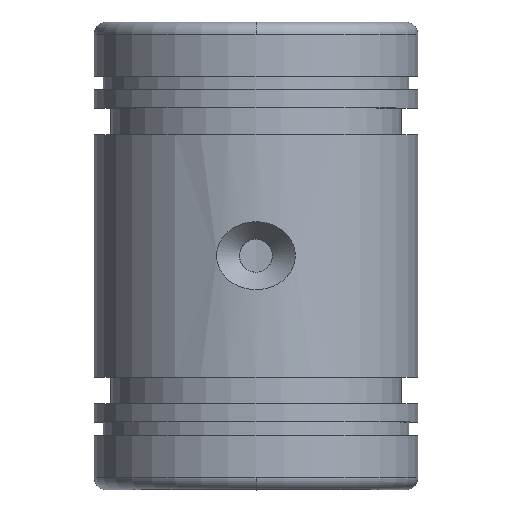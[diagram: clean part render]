
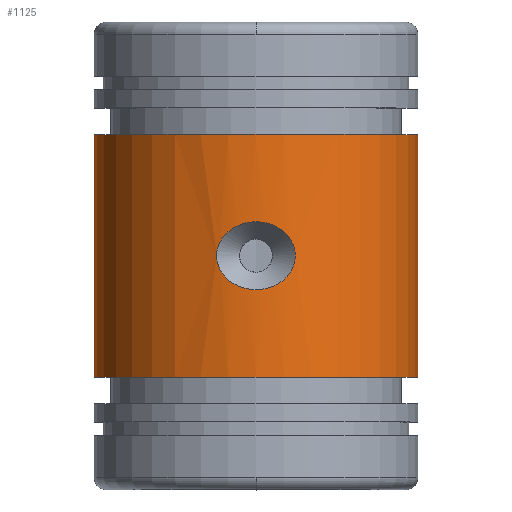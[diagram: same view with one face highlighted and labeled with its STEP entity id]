
A CAD part, top view. The second image highlights one B-rep face of the part: STEP entity #1125.
In plain terms, the highlighted cylindrical face has radius 23.468 mm (diameter 46.937 mm), a partial arc.
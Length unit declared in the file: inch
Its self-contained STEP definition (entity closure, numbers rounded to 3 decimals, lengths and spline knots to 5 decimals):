
#1041=CARTESIAN_POINT('',(-0.38908,-0.03118,0.0));
#1042=DIRECTION('',(0.0,-1.0,0.0));
#1043=DIRECTION('',(1.0,0.0,0.0));
#1044=AXIS2_PLACEMENT_3D('',#1041,#1042,#1043);
#1045=CYLINDRICAL_SURFACE('',#1044,0.92395);
#1046=CARTESIAN_POINT('',(0.53487,0.66092,0.0));
#1047=VERTEX_POINT('',#1046);
#1048=CARTESIAN_POINT('',(0.53487,-0.72328,0.0));
#1049=VERTEX_POINT('',#1048);
#1050=CARTESIAN_POINT('',(0.53487,0.66092,0.0));
#1051=DIRECTION('',(0.0,-1.0,0.0));
#1052=VECTOR('',#1051,1.3842);
#1053=LINE('',#1050,#1052);
#1054=EDGE_CURVE('',#1047,#1049,#1053,.T.);
#1055=ORIENTED_EDGE('',*,*,#1054,.F.);
#1056=CARTESIAN_POINT('',(-1.31303,0.66092,0.));
#1057=VERTEX_POINT('',#1056);
#1058=CARTESIAN_POINT('',(-0.38908,0.66092,0.0));
#1059=DIRECTION('',(0.0,-1.0,0.0));
#1060=DIRECTION('',(1.0,0.0,0.0));
#1061=AXIS2_PLACEMENT_3D('',#1058,#1059,#1060);
#1062=CIRCLE('',#1061,0.92395);
#1063=EDGE_CURVE('',#1047,#1057,#1062,.T.);
#1064=ORIENTED_EDGE('',*,*,#1063,.T.);
#1065=CARTESIAN_POINT('',(-1.31303,-0.72328,0.));
#1066=VERTEX_POINT('',#1065);
#1067=CARTESIAN_POINT('',(-1.31303,-0.72328,0.));
#1068=DIRECTION('',(0.0,1.0,0.0));
#1069=VECTOR('',#1068,1.3842);
#1070=LINE('',#1067,#1069);
#1071=EDGE_CURVE('',#1066,#1057,#1070,.T.);
#1072=ORIENTED_EDGE('',*,*,#1071,.F.);
#1073=CARTESIAN_POINT('',(-0.38908,-0.72328,0.0));
#1074=DIRECTION('',(0.0,-1.0,0.0));
#1075=DIRECTION('',(1.0,0.0,0.0));
#1076=AXIS2_PLACEMENT_3D('',#1073,#1074,#1075);
#1077=CIRCLE('',#1076,0.92395);
#1078=EDGE_CURVE('',#1049,#1066,#1077,.T.);
#1079=ORIENTED_EDGE('',*,*,#1078,.F.);
#1080=EDGE_LOOP('',(#1055,#1064,#1072,#1079));
#1081=FACE_OUTER_BOUND('',#1080,.T.);
#1082=CARTESIAN_POINT('',(-0.61352,-0.03118,0.89628));
#1083=VERTEX_POINT('',#1082);
#1084=CARTESIAN_POINT('',(-0.61352,-0.03118,0.89628));
#1085=CARTESIAN_POINT('',(-0.61352,-0.01373,0.89628));
#1086=CARTESIAN_POINT('',(-0.61173,0.00326,0.89676));
#1087=CARTESIAN_POINT('',(-0.595,0.04959,0.90075));
#1088=CARTESIAN_POINT('',(-0.5797,0.07512,0.90436));
#1089=CARTESIAN_POINT('',(-0.5351,0.11876,0.91262));
#1090=CARTESIAN_POINT('',(-0.50602,0.13636,0.91698));
#1091=CARTESIAN_POINT('',(-0.44793,0.1577,0.92254));
#1092=CARTESIAN_POINT('',(-0.41847,0.1625,0.92395));
#1093=CARTESIAN_POINT('',(-0.35969,0.1625,0.92395));
#1094=CARTESIAN_POINT('',(-0.33028,0.15744,0.92248));
#1095=CARTESIAN_POINT('',(-0.27608,0.13806,0.91742));
#1096=CARTESIAN_POINT('',(-0.25133,0.1238,0.91387));
#1097=CARTESIAN_POINT('',(-0.20992,0.08817,0.90666));
#1098=CARTESIAN_POINT('',(-0.19325,0.0668,0.90303));
#1099=CARTESIAN_POINT('',(-0.17056,0.01981,0.89781));
#1100=CARTESIAN_POINT('',(-0.16465,-0.0057,0.89628));
#1101=CARTESIAN_POINT('',(-0.16465,-0.05665,0.89628));
#1102=CARTESIAN_POINT('',(-0.17056,-0.08216,0.89781));
#1103=CARTESIAN_POINT('',(-0.19325,-0.12915,0.90303));
#1104=CARTESIAN_POINT('',(-0.20992,-0.15052,0.90666));
#1105=CARTESIAN_POINT('',(-0.25133,-0.18615,0.91387));
#1106=CARTESIAN_POINT('',(-0.27608,-0.20041,0.91742));
#1107=CARTESIAN_POINT('',(-0.33028,-0.21979,0.92248));
#1108=CARTESIAN_POINT('',(-0.35969,-0.22485,0.92395));
#1109=CARTESIAN_POINT('',(-0.41847,-0.22485,0.92395));
#1110=CARTESIAN_POINT('',(-0.44793,-0.22005,0.92254));
#1111=CARTESIAN_POINT('',(-0.49876,-0.20138,0.91768));
#1112=CARTESIAN_POINT('',(-0.52059,-0.18966,0.91474));
#1113=CARTESIAN_POINT('',(-0.55373,-0.16382,0.90928));
#1114=CARTESIAN_POINT('',(-0.56621,-0.15117,0.90687));
#1115=CARTESIAN_POINT('',(-0.59148,-0.11818,0.90164));
#1116=CARTESIAN_POINT('',(-0.60145,-0.09668,0.89923));
#1117=CARTESIAN_POINT('',(-0.61217,-0.05971,0.89663));
#1118=CARTESIAN_POINT('',(-0.61352,-0.04589,0.89628));
#1119=CARTESIAN_POINT('',(-0.61352,-0.03118,0.89628));
#1120=B_SPLINE_CURVE_WITH_KNOTS('',3,(#1084,#1085,#1086,#1087,#1088,#1089,#1090,#1091,#1092,#1093,#1094,#1095,#1096,#1097,#1098,#1099,#1100,#1101,#1102,#1103,#1104,#1105,#1106,#1107,#1108,#1109,#1110,#1111,#1112,#1113,#1114,#1115,#1116,#1117,#1118,#1119),.UNSPECIFIED.,.T.,.U.,(4,2,2,2,2,2,2,2,2,2,2,2,2,2,2,2,2,4),(0.0,0.1916,0.38321,0.57481,0.76642,0.95802,1.14962,1.34123,1.53283,1.72444,1.91604,2.10764,2.29925,2.49085,2.63455,2.74233,2.904,3.06566),.UNSPECIFIED.);
#1121=EDGE_CURVE('',#1083,#1083,#1120,.F.);
#1122=ORIENTED_EDGE('',*,*,#1121,.F.);
#1123=EDGE_LOOP('',(#1122));
#1124=FACE_BOUND('',#1123,.T.);
#1125=ADVANCED_FACE('',(#1081,#1124),#1045,.T.);
